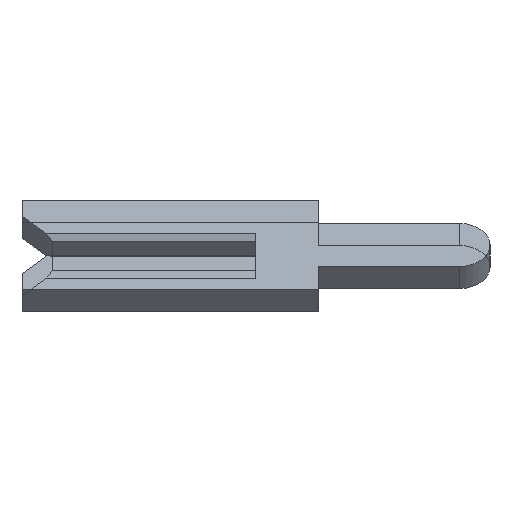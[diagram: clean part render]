
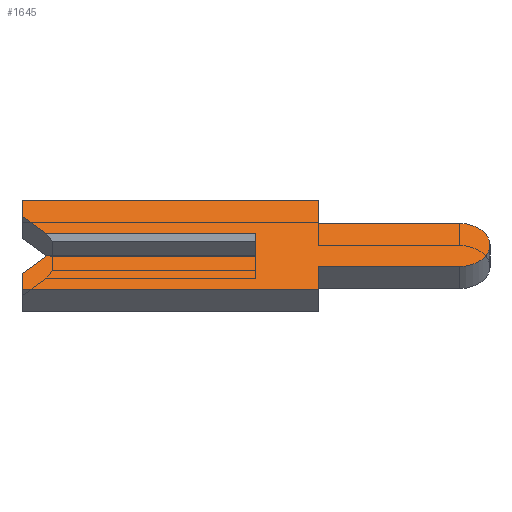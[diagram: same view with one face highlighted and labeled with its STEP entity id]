
A CAD part, left-side view. The second image highlights one B-rep face of the part: STEP entity #1645.
In plain terms, the highlighted face is planar.
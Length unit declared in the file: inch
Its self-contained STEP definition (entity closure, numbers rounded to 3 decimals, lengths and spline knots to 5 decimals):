
#56 = EDGE_CURVE ( 'NONE', #150, #332, #2577, .T. ) ;
#96 = DIRECTION ( 'NONE',  ( 0., 0., 1. ) ) ;
#114 = VECTOR ( 'NONE', #2163, 39.37008 ) ;
#143 = LINE ( 'NONE', #1148, #421 ) ;
#150 = VERTEX_POINT ( 'NONE', #1007 ) ;
#174 = CARTESIAN_POINT ( 'NONE',  ( -0.01, -0.04, -0.04 ) ) ;
#206 = ORIENTED_EDGE ( 'NONE', *, *, #690, .F. ) ;
#264 = CARTESIAN_POINT ( 'NONE',  ( -0.01, 0.134, -0.01 ) ) ;
#271 = DIRECTION ( 'NONE',  ( 0., 1., 0. ) ) ;
#332 = VERTEX_POINT ( 'NONE', #621 ) ;
#337 = EDGE_CURVE ( 'NONE', #2594, #449, #1144, .T. ) ;
#353 = DIRECTION ( 'NONE',  ( 0., 0., -1. ) ) ;
#356 = LINE ( 'NONE', #843, #2538 ) ;
#371 = ORIENTED_EDGE ( 'NONE', *, *, #394, .F. ) ;
#385 = ORIENTED_EDGE ( 'NONE', *, *, #557, .F. ) ;
#387 = DIRECTION ( 'NONE',  ( 0., 0., -1. ) ) ;
#394 = EDGE_CURVE ( 'NONE', #1583, #2532, #356, .T. ) ;
#396 = VECTOR ( 'NONE', #387, 39.37008 ) ;
#421 = VECTOR ( 'NONE', #710, 39.37008 ) ;
#431 = LINE ( 'NONE', #2386, #720 ) ;
#449 = VERTEX_POINT ( 'NONE', #2292 ) ;
#496 = FACE_OUTER_BOUND ( 'NONE', #633, .T. ) ;
#531 = CARTESIAN_POINT ( 'NONE',  ( -0.01, -0.1305, -0.0195 ) ) ;
#534 = LINE ( 'NONE', #1689, #2054 ) ;
#557 = EDGE_CURVE ( 'NONE', #1546, #1354, #2605, .T. ) ;
#592 = LINE ( 'NONE', #1530, #114 ) ;
#619 = CARTESIAN_POINT ( 'NONE',  ( -0.01, 0.15, 0.026 ) ) ;
#621 = CARTESIAN_POINT ( 'NONE',  ( -0.01, -0.04, -0.04 ) ) ;
#633 = EDGE_LOOP ( 'NONE', ( #2550, #2143, #1468, #1729, #206, #2512, #2253, #1451, #2363, #385, #859, #2009, #677, #371 ) ) ;
#653 = VECTOR ( 'NONE', #858, 39.37008 ) ;
#674 = DIRECTION ( 'NONE',  ( 0., 0., 1. ) ) ;
#677 = ORIENTED_EDGE ( 'NONE', *, *, #824, .F. ) ;
#690 = EDGE_CURVE ( 'NONE', #1133, #1856, #2184, .T. ) ;
#710 = DIRECTION ( 'NONE',  ( 0., -0.707, 0.707 ) ) ;
#720 = VECTOR ( 'NONE', #730, 39.37008 ) ;
#730 = DIRECTION ( 'NONE',  ( 0., -1., 0. ) ) ;
#748 = CARTESIAN_POINT ( 'NONE',  ( -0.01, 0.134, 0.01 ) ) ;
#752 = EDGE_CURVE ( 'NONE', #1400, #1600, #1207, .T. ) ;
#824 = EDGE_CURVE ( 'NONE', #2532, #2594, #1461, .T. ) ;
#829 = CARTESIAN_POINT ( 'NONE',  ( -0.01, -0.04, 0.0195 ) ) ;
#842 = LINE ( 'NONE', #2239, #2505 ) ;
#843 = CARTESIAN_POINT ( 'NONE',  ( -0.01, 0.1305, 0.0065 ) ) ;
#858 = DIRECTION ( 'NONE',  ( 0., -1., 0. ) ) ;
#859 = ORIENTED_EDGE ( 'NONE', *, *, #1445, .F. ) ;
#890 = EDGE_CURVE ( 'NONE', #332, #1133, #592, .T. ) ;
#915 = VERTEX_POINT ( 'NONE', #264 ) ;
#940 = EDGE_CURVE ( 'NONE', #1132, #150, #534, .T. ) ;
#947 = CARTESIAN_POINT ( 'NONE',  ( -0.01, -0.1305, 0. ) ) ;
#968 = CARTESIAN_POINT ( 'NONE',  ( -0.01, -0.1305, 0. ) ) ;
#976 = VECTOR ( 'NONE', #1061, 39.37008 ) ;
#983 = CARTESIAN_POINT ( 'NONE',  ( -0.01, 0.15, 0.01 ) ) ;
#990 = DIRECTION ( 'NONE',  ( 0., 0., -1. ) ) ;
#1007 = CARTESIAN_POINT ( 'NONE',  ( -0.01, -0.04, -0.0195 ) ) ;
#1061 = DIRECTION ( 'NONE',  ( 0., -1., 0. ) ) ;
#1076 = DIRECTION ( 'NONE',  ( 0., 0.707, 0.707 ) ) ;
#1088 = EDGE_CURVE ( 'NONE', #1354, #1132, #2471, .T. ) ;
#1111 = CARTESIAN_POINT ( 'NONE',  ( -0.01, 0.15, -0.026 ) ) ;
#1132 = VERTEX_POINT ( 'NONE', #531 ) ;
#1133 = VERTEX_POINT ( 'NONE', #1334 ) ;
#1144 = LINE ( 'NONE', #1662, #653 ) ;
#1148 = CARTESIAN_POINT ( 'NONE',  ( -0.01, 0.1305, -0.0065 ) ) ;
#1157 = EDGE_CURVE ( 'NONE', #915, #1400, #431, .T. ) ;
#1161 = DIRECTION ( 'NONE',  ( 0., 0., -1. ) ) ;
#1181 = PLANE ( 'NONE',  #2407 ) ;
#1188 = CARTESIAN_POINT ( 'NONE',  ( -0.01, -0.04, 0.0195 ) ) ;
#1207 = LINE ( 'NONE', #2151, #1298 ) ;
#1224 = EDGE_CURVE ( 'NONE', #1856, #915, #143, .T. ) ;
#1298 = VECTOR ( 'NONE', #1704, 39.37008 ) ;
#1334 = CARTESIAN_POINT ( 'NONE',  ( -0.01, 0.15, -0.04 ) ) ;
#1354 = VERTEX_POINT ( 'NONE', #2403 ) ;
#1384 = DIRECTION ( 'NONE',  ( 0., -1., 0. ) ) ;
#1400 = VERTEX_POINT ( 'NONE', #2610 ) ;
#1407 = DIRECTION ( 'NONE',  ( 1., 0., 0. ) ) ;
#1445 = EDGE_CURVE ( 'NONE', #449, #1546, #842, .T. ) ;
#1451 = ORIENTED_EDGE ( 'NONE', *, *, #940, .F. ) ;
#1461 = LINE ( 'NONE', #2537, #2373 ) ;
#1468 = ORIENTED_EDGE ( 'NONE', *, *, #1157, .F. ) ;
#1530 = CARTESIAN_POINT ( 'NONE',  ( -0.01, 0.15, -0.04 ) ) ;
#1546 = VERTEX_POINT ( 'NONE', #1188 ) ;
#1583 = VERTEX_POINT ( 'NONE', #748 ) ;
#1600 = VERTEX_POINT ( 'NONE', #2208 ) ;
#1645 = ADVANCED_FACE ( 'NONE', ( #496 ), #1181, .F. ) ;
#1662 = CARTESIAN_POINT ( 'NONE',  ( -0.01, 0.15, 0.04 ) ) ;
#1689 = CARTESIAN_POINT ( 'NONE',  ( -0.01, -0.04, -0.0195 ) ) ;
#1704 = DIRECTION ( 'NONE',  ( 0., 0., 1. ) ) ;
#1729 = ORIENTED_EDGE ( 'NONE', *, *, #1224, .F. ) ;
#1803 = EDGE_CURVE ( 'NONE', #1583, #1600, #1870, .T. ) ;
#1856 = VERTEX_POINT ( 'NONE', #2439 ) ;
#1870 = LINE ( 'NONE', #983, #1951 ) ;
#1951 = VECTOR ( 'NONE', #1384, 39.37008 ) ;
#2009 = ORIENTED_EDGE ( 'NONE', *, *, #337, .F. ) ;
#2054 = VECTOR ( 'NONE', #271, 39.37008 ) ;
#2143 = ORIENTED_EDGE ( 'NONE', *, *, #752, .F. ) ;
#2151 = CARTESIAN_POINT ( 'NONE',  ( -0.01, 0., 0.0065 ) ) ;
#2163 = DIRECTION ( 'NONE',  ( 0., 1., 0. ) ) ;
#2184 = LINE ( 'NONE', #1111, #2404 ) ;
#2188 = DIRECTION ( 'NONE',  ( 1., 0., 0. ) ) ;
#2208 = CARTESIAN_POINT ( 'NONE',  ( -0.01, 0., 0.01 ) ) ;
#2239 = CARTESIAN_POINT ( 'NONE',  ( -0.01, -0.04, 0.04 ) ) ;
#2253 = ORIENTED_EDGE ( 'NONE', *, *, #56, .F. ) ;
#2285 = CARTESIAN_POINT ( 'NONE',  ( -0.01, 0.15, 0.04 ) ) ;
#2292 = CARTESIAN_POINT ( 'NONE',  ( -0.01, -0.04, 0.04 ) ) ;
#2363 = ORIENTED_EDGE ( 'NONE', *, *, #1088, .F. ) ;
#2373 = VECTOR ( 'NONE', #674, 39.37008 ) ;
#2386 = CARTESIAN_POINT ( 'NONE',  ( -0.01, -0.1305, -0.01 ) ) ;
#2403 = CARTESIAN_POINT ( 'NONE',  ( -0.01, -0.1305, 0.0195 ) ) ;
#2404 = VECTOR ( 'NONE', #96, 39.37008 ) ;
#2407 = AXIS2_PLACEMENT_3D ( 'NONE', #968, #1407, #990 ) ;
#2439 = CARTESIAN_POINT ( 'NONE',  ( -0.01, 0.15, -0.026 ) ) ;
#2471 = CIRCLE ( 'NONE', #2551, 0.0195 ) ;
#2505 = VECTOR ( 'NONE', #353, 39.37008 ) ;
#2512 = ORIENTED_EDGE ( 'NONE', *, *, #890, .F. ) ;
#2532 = VERTEX_POINT ( 'NONE', #619 ) ;
#2537 = CARTESIAN_POINT ( 'NONE',  ( -0.01, 0.15, 0.026 ) ) ;
#2538 = VECTOR ( 'NONE', #1076, 39.37008 ) ;
#2550 = ORIENTED_EDGE ( 'NONE', *, *, #1803, .T. ) ;
#2551 = AXIS2_PLACEMENT_3D ( 'NONE', #947, #2188, #1161 ) ;
#2577 = LINE ( 'NONE', #174, #396 ) ;
#2594 = VERTEX_POINT ( 'NONE', #2285 ) ;
#2605 = LINE ( 'NONE', #829, #976 ) ;
#2610 = CARTESIAN_POINT ( 'NONE',  ( -0.01, 0., -0.01 ) ) ;
